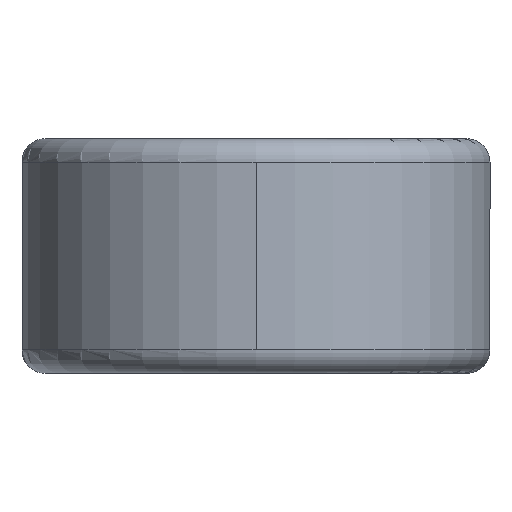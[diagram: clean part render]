
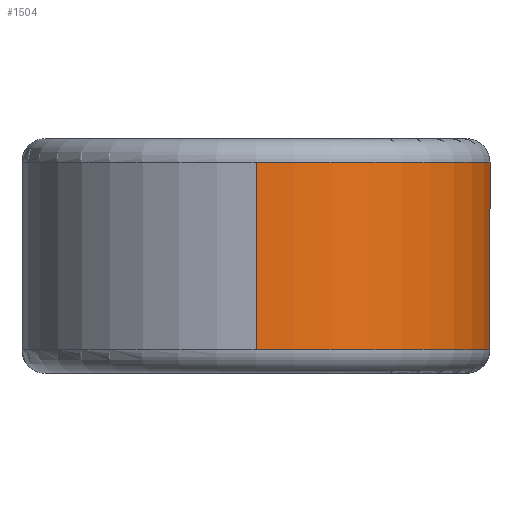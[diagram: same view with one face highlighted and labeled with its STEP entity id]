
A CAD part, left-side view. The second image highlights one B-rep face of the part: STEP entity #1504.
In plain terms, the highlighted cylindrical face has radius 50.8 mm (diameter 101.6 mm), a partial arc.
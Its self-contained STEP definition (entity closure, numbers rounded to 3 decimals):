
#19 = VECTOR ( 'NONE', #1471, 1000. ) ;
#36 = B_SPLINE_CURVE_WITH_KNOTS ( 'NONE', 3,
 ( #277, #669, #1016, #411, #663, #415, #284, #1159, #40, #548, #542, #1028, #1531, #1516, #398, #894, #483, #496, #247, #605, #237, #471, #965, #736 ),
 .UNSPECIFIED., .F., .F.,
 ( 4, 2, 2, 2, 2, 2, 2, 2, 2, 2, 2, 4 ),
 ( 0., 0.005, 0.008, 0.011, 0.016, 0.022, 0.027, 0.03, 0.032, 0.038, 0.04, 0.043 ),
 .UNSPECIFIED. ) ;
#40 = CARTESIAN_POINT ( 'NONE',  ( 42.577, -27.711, -7.182 ) ) ;
#44 = AXIS2_PLACEMENT_3D ( 'NONE', #1300, #303, #60 ) ;
#49 = FACE_OUTER_BOUND ( 'NONE', #554, .T. ) ;
#60 = DIRECTION ( 'NONE',  ( -1., 0., 0. ) ) ;
#74 = AXIS2_PLACEMENT_3D ( 'NONE', #1049, #472, #209 ) ;
#83 = EDGE_CURVE ( 'NONE', #712, #580, #1151, .T. ) ;
#109 = CARTESIAN_POINT ( 'NONE',  ( 45.452, -22.688, 20.32 ) ) ;
#119 = ORIENTED_EDGE ( 'NONE', *, *, #1170, .T. ) ;
#209 = DIRECTION ( 'NONE',  ( 1., 0., 0. ) ) ;
#211 = ORIENTED_EDGE ( 'NONE', *, *, #1618, .T. ) ;
#237 = CARTESIAN_POINT ( 'NONE',  ( 44.557, -24.403, 17.246 ) ) ;
#247 = CARTESIAN_POINT ( 'NONE',  ( 43.751, -25.828, 14.029 ) ) ;
#255 = CARTESIAN_POINT ( 'NONE',  ( -50.8, 0., 20.32 ) ) ;
#277 = CARTESIAN_POINT ( 'NONE',  ( 45.452, -22.688, -20.32 ) ) ;
#284 = CARTESIAN_POINT ( 'NONE',  ( 43.253, -26.643, -11.522 ) ) ;
#293 = AXIS2_PLACEMENT_3D ( 'NONE', #452, #853, #1352 ) ;
#303 = DIRECTION ( 'NONE',  ( 0., 0., -1. ) ) ;
#398 = CARTESIAN_POINT ( 'NONE',  ( 42.592, -27.688, 7.141 ) ) ;
#411 = CARTESIAN_POINT ( 'NONE',  ( 43.956, -25.469, -14.862 ) ) ;
#415 = CARTESIAN_POINT ( 'NONE',  ( 43.417, -26.377, -12.373 ) ) ;
#452 = CARTESIAN_POINT ( 'NONE',  ( 0., 0., -20.32 ) ) ;
#471 = CARTESIAN_POINT ( 'NONE',  ( 44.994, -23.588, 18.808 ) ) ;
#472 = DIRECTION ( 'NONE',  ( 0., 0., -1. ) ) ;
#483 = CARTESIAN_POINT ( 'NONE',  ( 42.954, -27.124, 9.774 ) ) ;
#485 = CARTESIAN_POINT ( 'NONE',  ( 45.452, -22.688, -20.32 ) ) ;
#496 = CARTESIAN_POINT ( 'NONE',  ( 43.397, -26.413, 12.361 ) ) ;
#542 = CARTESIAN_POINT ( 'NONE',  ( 42.181, -28.309, -1.843 ) ) ;
#548 = CARTESIAN_POINT ( 'NONE',  ( 42.263, -28.187, -3.638 ) ) ;
#554 = EDGE_LOOP ( 'NONE', ( #732, #119, #211, #869 ) ) ;
#580 = VERTEX_POINT ( 'NONE', #255 ) ;
#588 = CIRCLE ( 'NONE', #293, 50.8 ) ;
#605 = CARTESIAN_POINT ( 'NONE',  ( 44.348, -24.781, 16.452 ) ) ;
#627 = LINE ( 'NONE', #1599, #19 ) ;
#663 = CARTESIAN_POINT ( 'NONE',  ( 43.768, -25.79, -14.042 ) ) ;
#669 = CARTESIAN_POINT ( 'NONE',  ( 44.989, -23.616, -18.828 ) ) ;
#712 = VERTEX_POINT ( 'NONE', #109 ) ;
#722 = VERTEX_POINT ( 'NONE', #962 ) ;
#732 = ORIENTED_EDGE ( 'NONE', *, *, #83, .T. ) ;
#736 = CARTESIAN_POINT ( 'NONE',  ( 45.452, -22.688, 20.32 ) ) ;
#853 = DIRECTION ( 'NONE',  ( 0., 0., 1. ) ) ;
#869 = ORIENTED_EDGE ( 'NONE', *, *, #1052, .T. ) ;
#894 = CARTESIAN_POINT ( 'NONE',  ( 42.821, -27.333, 8.898 ) ) ;
#962 = CARTESIAN_POINT ( 'NONE',  ( -50.8, 0., -20.32 ) ) ;
#965 = CARTESIAN_POINT ( 'NONE',  ( 45.22, -23.152, 19.574 ) ) ;
#1016 = CARTESIAN_POINT ( 'NONE',  ( 44.551, -24.423, -17.276 ) ) ;
#1028 = CARTESIAN_POINT ( 'NONE',  ( 42.179, -28.312, 1.793 ) ) ;
#1049 = CARTESIAN_POINT ( 'NONE',  ( 0., 0., 20.32 ) ) ;
#1052 = EDGE_CURVE ( 'NONE', #1543, #712, #36, .T. ) ;
#1151 = CIRCLE ( 'NONE', #74, 50.8 ) ;
#1159 = CARTESIAN_POINT ( 'NONE',  ( 42.809, -27.357, -8.931 ) ) ;
#1170 = EDGE_CURVE ( 'NONE', #580, #722, #627, .T. ) ;
#1300 = CARTESIAN_POINT ( 'NONE',  ( 0., 0., 25.4 ) ) ;
#1352 = DIRECTION ( 'NONE',  ( 1., 0., 0. ) ) ;
#1423 = CYLINDRICAL_SURFACE ( 'NONE', #44, 50.8 ) ;
#1471 = DIRECTION ( 'NONE',  ( 0., 0., -1. ) ) ;
#1504 = ADVANCED_FACE ( 'NONE', ( #49 ), #1423, .T. ) ;
#1516 = CARTESIAN_POINT ( 'NONE',  ( 42.495, -27.836, 6.257 ) ) ;
#1531 = CARTESIAN_POINT ( 'NONE',  ( 42.26, -28.192, 3.592 ) ) ;
#1543 = VERTEX_POINT ( 'NONE', #485 ) ;
#1599 = CARTESIAN_POINT ( 'NONE',  ( -50.8, 0., 25.4 ) ) ;
#1618 = EDGE_CURVE ( 'NONE', #722, #1543, #588, .T. ) ;
